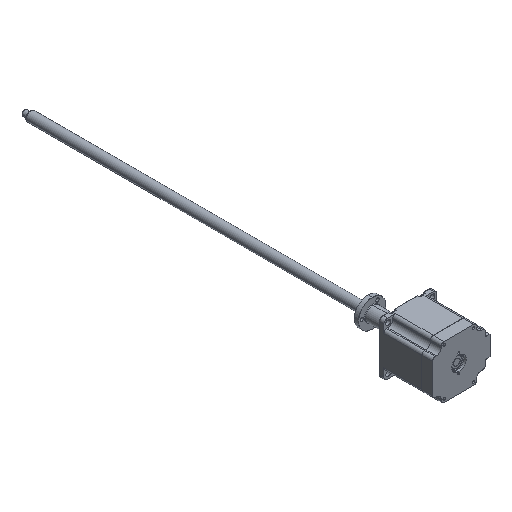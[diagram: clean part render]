
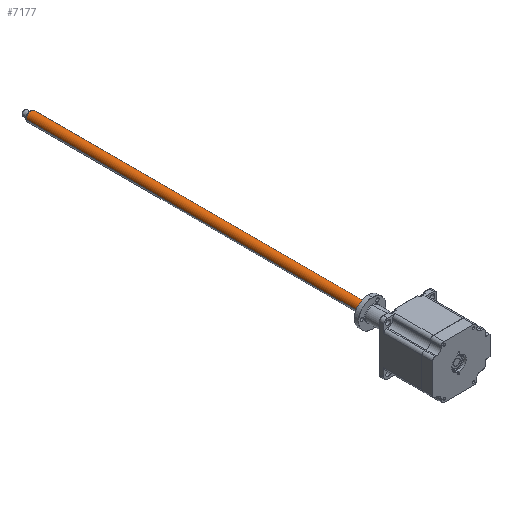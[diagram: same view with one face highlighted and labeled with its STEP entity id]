
A CAD part, isometric view. The second image highlights one B-rep face of the part: STEP entity #7177.
In plain terms, the highlighted cylindrical face has radius 5 mm (diameter 10 mm), a partial arc.
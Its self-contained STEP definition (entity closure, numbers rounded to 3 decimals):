
#20 = CIRCLE ( 'NONE', #2544, 5. ) ;
#182 = VERTEX_POINT ( 'NONE', #4062 ) ;
#507 = EDGE_CURVE ( 'NONE', #4717, #1472, #9046, .T. ) ;
#528 = DIRECTION ( 'NONE',  ( 0., -1., 0. ) ) ;
#700 = CARTESIAN_POINT ( 'NONE',  ( -22.261, 409.999, 32.791 ) ) ;
#751 = ORIENTED_EDGE ( 'NONE', *, *, #9692, .F. ) ;
#859 = DIRECTION ( 'NONE',  ( 0., -1., 0. ) ) ;
#1472 = VERTEX_POINT ( 'NONE', #10151 ) ;
#2544 = AXIS2_PLACEMENT_3D ( 'NONE', #5485, #528, #6323 ) ;
#2698 = CIRCLE ( 'NONE', #9658, 5. ) ;
#2898 = DIRECTION ( 'NONE',  ( 0., -1., 0. ) ) ;
#3219 = CARTESIAN_POINT ( 'NONE',  ( -12.324, 408.999, 33.909 ) ) ;
#3925 = EDGE_CURVE ( 'NONE', #182, #1472, #20, .T. ) ;
#4013 = CYLINDRICAL_SURFACE ( 'NONE', #5935, 5. ) ;
#4062 = CARTESIAN_POINT ( 'NONE',  ( -12.324, 9.999, 33.909 ) ) ;
#4076 = VERTEX_POINT ( 'NONE', #3219 ) ;
#4571 = CARTESIAN_POINT ( 'NONE',  ( -17.293, 409.999, 33.35 ) ) ;
#4607 = VECTOR ( 'NONE', #8910, 1000. ) ;
#4646 = CARTESIAN_POINT ( 'NONE',  ( -22.261, 408.999, 32.791 ) ) ;
#4717 = VERTEX_POINT ( 'NONE', #4646 ) ;
#4984 = CARTESIAN_POINT ( 'NONE',  ( -12.324, 409.999, 33.909 ) ) ;
#5092 = ORIENTED_EDGE ( 'NONE', *, *, #7692, .T. ) ;
#5396 = VECTOR ( 'NONE', #859, 1000. ) ;
#5485 = CARTESIAN_POINT ( 'NONE',  ( -17.293, 9.999, 33.35 ) ) ;
#5935 = AXIS2_PLACEMENT_3D ( 'NONE', #4571, #7909, #10412 ) ;
#6323 = DIRECTION ( 'NONE',  ( -0.994, 0., -0.112 ) ) ;
#7177 = ADVANCED_FACE ( 'NONE', ( #8413 ), #4013, .T. ) ;
#7306 = ORIENTED_EDGE ( 'NONE', *, *, #3925, .F. ) ;
#7692 = EDGE_CURVE ( 'NONE', #4076, #4717, #2698, .T. ) ;
#7890 = LINE ( 'NONE', #4984, #5396 ) ;
#7900 = CARTESIAN_POINT ( 'NONE',  ( -17.293, 408.999, 33.35 ) ) ;
#7909 = DIRECTION ( 'NONE',  ( 0., -1., 0. ) ) ;
#8413 = FACE_OUTER_BOUND ( 'NONE', #9167, .T. ) ;
#8720 = DIRECTION ( 'NONE',  ( 0.994, 0., 0.112 ) ) ;
#8910 = DIRECTION ( 'NONE',  ( 0., -1., 0. ) ) ;
#9046 = LINE ( 'NONE', #700, #4607 ) ;
#9167 = EDGE_LOOP ( 'NONE', ( #751, #5092, #10501, #7306 ) ) ;
#9658 = AXIS2_PLACEMENT_3D ( 'NONE', #7900, #2898, #8720 ) ;
#9692 = EDGE_CURVE ( 'NONE', #4076, #182, #7890, .T. ) ;
#10151 = CARTESIAN_POINT ( 'NONE',  ( -22.261, 9.999, 32.791 ) ) ;
#10412 = DIRECTION ( 'NONE',  ( -0.994, 0., -0.112 ) ) ;
#10501 = ORIENTED_EDGE ( 'NONE', *, *, #507, .T. ) ;
